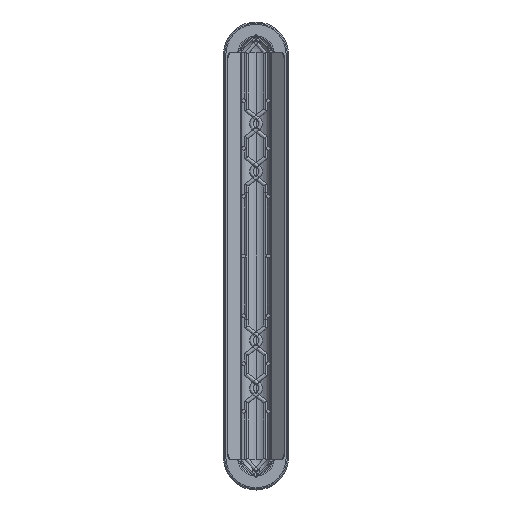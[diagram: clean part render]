
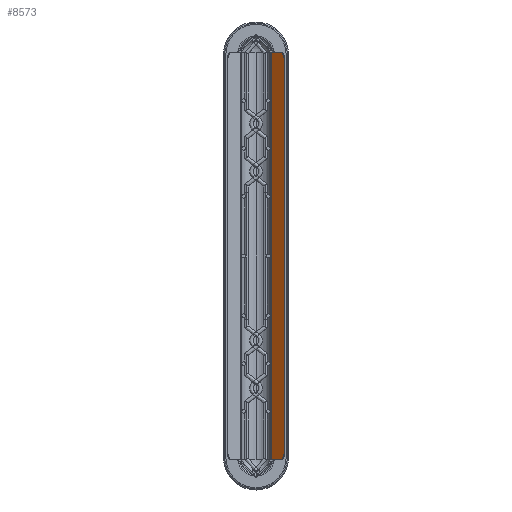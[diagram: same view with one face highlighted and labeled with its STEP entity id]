
A CAD part, left-side view. The second image highlights one B-rep face of the part: STEP entity #8573.
In plain terms, the highlighted planar face has unit normal (-0.766, 0.643, 0).
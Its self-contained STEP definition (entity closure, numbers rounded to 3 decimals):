
#3500 = DIRECTION ( 'NONE',  ( -0.643, -0.766, 0. ) ) ;
#3504 = DIRECTION ( 'NONE',  ( 0.643, 0.766, 0. ) ) ;
#4216 = CARTESIAN_POINT ( 'NONE',  ( -2022.642, -23.491, -171. ) ) ;
#8573 = ADVANCED_FACE ( 'NONE', ( #23243 ), #124093, .F. ) ;
#10896 = EDGE_CURVE ( 'NONE', #120597, #82523, #46545, .T. ) ;
#11028 = VERTEX_POINT ( 'NONE', #116769 ) ;
#12656 = CARTESIAN_POINT ( 'NONE',  ( -2019.428, -19.66, 171. ) ) ;
#20143 = CARTESIAN_POINT ( 'NONE',  ( -2022.642, -23.491, 166. ) ) ;
#23243 = FACE_OUTER_BOUND ( 'NONE', #119001, .T. ) ;
#23417 = ORIENTED_EDGE ( 'NONE', *, *, #10896, .T. ) ;
#26873 = DIRECTION ( 'NONE',  ( -0.766, 0.643, 0. ) ) ;
#28705 = VECTOR ( 'NONE', #70121, 1000. ) ;
#31130 = LINE ( 'NONE', #88840, #52031 ) ;
#34376 = CIRCLE ( 'NONE', #130076, 5. ) ;
#35730 = CARTESIAN_POINT ( 'NONE',  ( -2013.599, -12.714, 171. ) ) ;
#37972 = ORIENTED_EDGE ( 'NONE', *, *, #123878, .T. ) ;
#41558 = DIRECTION ( 'NONE',  ( 0., 0., -1. ) ) ;
#45461 = VECTOR ( 'NONE', #3500, 1000. ) ;
#46138 = AXIS2_PLACEMENT_3D ( 'NONE', #101463, #80927, #3504 ) ;
#46535 = EDGE_CURVE ( 'NONE', #120597, #56896, #97134, .T. ) ;
#46545 = CIRCLE ( 'NONE', #118958, 5. ) ;
#46801 = EDGE_CURVE ( 'NONE', #11028, #102418, #103616, .T. ) ;
#52031 = VECTOR ( 'NONE', #64787, 1000. ) ;
#56896 = VERTEX_POINT ( 'NONE', #114942 ) ;
#57734 = LINE ( 'NONE', #35730, #28705 ) ;
#64787 = DIRECTION ( 'NONE',  ( -0.643, -0.766, 0. ) ) ;
#69329 = DIRECTION ( 'NONE',  ( 0.643, 0.766, 0. ) ) ;
#69341 = DIRECTION ( 'NONE',  ( -0.766, 0.643, 0. ) ) ;
#70121 = DIRECTION ( 'NONE',  ( 0., 0., -1. ) ) ;
#79936 = CARTESIAN_POINT ( 'NONE',  ( -2013.599, -12.714, 171. ) ) ;
#80927 = DIRECTION ( 'NONE',  ( 0.766, -0.643, 0. ) ) ;
#82523 = VERTEX_POINT ( 'NONE', #12656 ) ;
#82707 = CARTESIAN_POINT ( 'NONE',  ( -2022.642, -23.491, 171. ) ) ;
#85191 = VECTOR ( 'NONE', #41558, 1000. ) ;
#88840 = CARTESIAN_POINT ( 'NONE',  ( -2022.642, -23.491, 171. ) ) ;
#91051 = EDGE_CURVE ( 'NONE', #112317, #82523, #31130, .T. ) ;
#93938 = ORIENTED_EDGE ( 'NONE', *, *, #97205, .T. ) ;
#97134 = LINE ( 'NONE', #82707, #85191 ) ;
#97205 = EDGE_CURVE ( 'NONE', #112317, #11028, #57734, .T. ) ;
#101463 = CARTESIAN_POINT ( 'NONE',  ( -2022.642, -23.491, 171. ) ) ;
#102418 = VERTEX_POINT ( 'NONE', #119185 ) ;
#103616 = LINE ( 'NONE', #4216, #45461 ) ;
#112317 = VERTEX_POINT ( 'NONE', #79936 ) ;
#114942 = CARTESIAN_POINT ( 'NONE',  ( -2022.642, -23.491, -166. ) ) ;
#116769 = CARTESIAN_POINT ( 'NONE',  ( -2013.599, -12.714, -171. ) ) ;
#118958 = AXIS2_PLACEMENT_3D ( 'NONE', #124155, #69341, #124869 ) ;
#119001 = EDGE_LOOP ( 'NONE', ( #122490, #23417, #133427, #93938, #124494, #37972 ) ) ;
#119185 = CARTESIAN_POINT ( 'NONE',  ( -2019.428, -19.66, -171. ) ) ;
#120597 = VERTEX_POINT ( 'NONE', #20143 ) ;
#122490 = ORIENTED_EDGE ( 'NONE', *, *, #46535, .F. ) ;
#123878 = EDGE_CURVE ( 'NONE', #102418, #56896, #34376, .T. ) ;
#124093 = PLANE ( 'NONE',  #46138 ) ;
#124155 = CARTESIAN_POINT ( 'NONE',  ( -2019.428, -19.66, 166. ) ) ;
#124494 = ORIENTED_EDGE ( 'NONE', *, *, #46801, .T. ) ;
#124869 = DIRECTION ( 'NONE',  ( 0.643, 0.766, 0. ) ) ;
#127006 = CARTESIAN_POINT ( 'NONE',  ( -2019.428, -19.66, -166. ) ) ;
#130076 = AXIS2_PLACEMENT_3D ( 'NONE', #127006, #26873, #69329 ) ;
#133427 = ORIENTED_EDGE ( 'NONE', *, *, #91051, .F. ) ;
